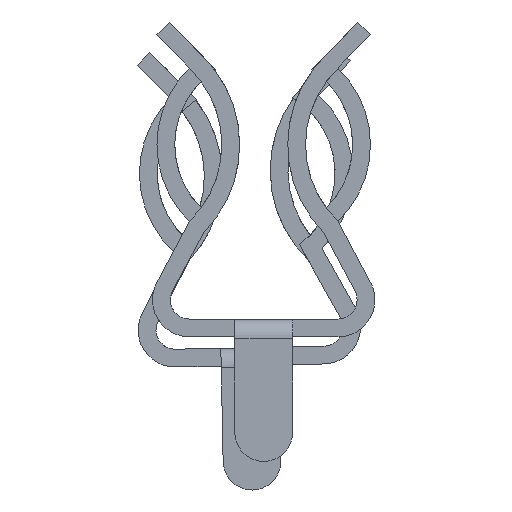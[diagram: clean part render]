
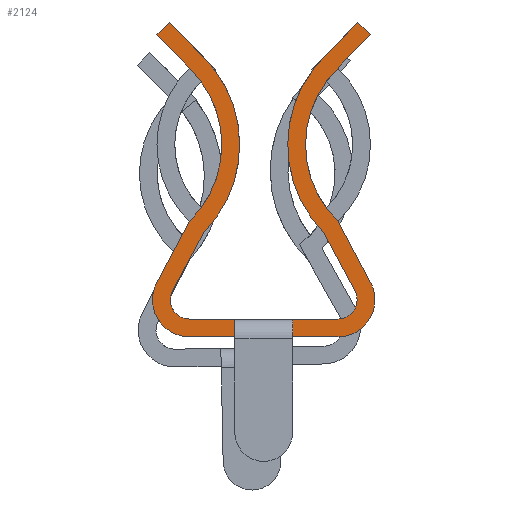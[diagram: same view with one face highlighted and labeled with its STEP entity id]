
A CAD part, left-side view. The second image highlights one B-rep face of the part: STEP entity #2124.
In plain terms, the highlighted planar face has unit normal (-1, 0, 0).
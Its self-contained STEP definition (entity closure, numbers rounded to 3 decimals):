
#62=LINE('',#3133,#288);
#69=LINE('',#3147,#295);
#72=LINE('',#3154,#298);
#83=LINE('',#3188,#309);
#85=LINE('',#3193,#311);
#101=LINE('',#3233,#327);
#103=LINE('',#3237,#329);
#109=LINE('',#3261,#335);
#110=LINE('',#3263,#336);
#111=LINE('',#3264,#337);
#112=LINE('',#3268,#338);
#113=LINE('',#3272,#339);
#114=LINE('',#3274,#340);
#115=LINE('',#3276,#341);
#116=LINE('',#3280,#342);
#117=LINE('',#3282,#343);
#288=VECTOR('',#2481,743.044);
#295=VECTOR('',#2488,743.044);
#298=VECTOR('',#2493,743.044);
#309=VECTOR('',#2522,7.43);
#311=VECTOR('',#2526,7.43);
#327=VECTOR('',#2558,743.044);
#329=VECTOR('',#2562,743.044);
#335=VECTOR('',#2596,743.044);
#336=VECTOR('',#2597,743.044);
#337=VECTOR('',#2598,743.044);
#338=VECTOR('',#2601,7.43);
#339=VECTOR('',#2604,743.044);
#340=VECTOR('',#2605,743.044);
#341=VECTOR('',#2606,743.044);
#342=VECTOR('',#2609,7.43);
#343=VECTOR('',#2612,743.044);
#528=FACE_OUTER_BOUND('',#640,.T.);
#640=EDGE_LOOP('',(#1498,#1499,#1500,#1501,#1502,#1503,#1504,#1505,#1506,
#1507,#1508,#1509,#1510,#1511,#1512,#1513,#1514,#1515,#1516,#1517,#1518,
#1519,#1520,#1521));
#745=CIRCLE('',#2244,0.784);
#747=CIRCLE('',#2249,0.406);
#764=CIRCLE('',#2277,2.641);
#765=CIRCLE('',#2279,2.264);
#766=CIRCLE('',#2281,0.784);
#767=CIRCLE('',#2282,2.264);
#768=CIRCLE('',#2283,2.641);
#769=CIRCLE('',#2284,0.406);
#847=VERTEX_POINT('',#3121);
#849=VERTEX_POINT('',#3124);
#851=VERTEX_POINT('',#3130);
#858=VERTEX_POINT('',#3144);
#859=VERTEX_POINT('',#3146);
#861=VERTEX_POINT('',#3152);
#862=VERTEX_POINT('',#3153);
#868=VERTEX_POINT('',#3166);
#876=VERTEX_POINT('',#3186);
#878=VERTEX_POINT('',#3192);
#893=VERTEX_POINT('',#3230);
#894=VERTEX_POINT('',#3232);
#895=VERTEX_POINT('',#3236);
#898=VERTEX_POINT('',#3254);
#899=VERTEX_POINT('',#3260);
#900=VERTEX_POINT('',#3262);
#901=VERTEX_POINT('',#3265);
#902=VERTEX_POINT('',#3267);
#903=VERTEX_POINT('',#3269);
#904=VERTEX_POINT('',#3271);
#905=VERTEX_POINT('',#3273);
#906=VERTEX_POINT('',#3275);
#907=VERTEX_POINT('',#3277);
#908=VERTEX_POINT('',#3279);
#1062=EDGE_CURVE('',#847,#849,#745,.T.);
#1066=EDGE_CURVE('',#851,#847,#62,.T.);
#1073=EDGE_CURVE('',#858,#859,#69,.T.);
#1076=EDGE_CURVE('',#861,#862,#72,.T.);
#1083=EDGE_CURVE('',#862,#868,#747,.T.);
#1093=EDGE_CURVE('',#868,#876,#83,.T.);
#1095=EDGE_CURVE('',#849,#878,#85,.T.);
#1117=EDGE_CURVE('',#894,#893,#101,.T.);
#1119=EDGE_CURVE('',#895,#894,#103,.T.);
#1130=EDGE_CURVE('',#876,#898,#764,.T.);
#1131=EDGE_CURVE('',#878,#893,#765,.T.);
#1132=EDGE_CURVE('',#899,#851,#109,.T.);
#1133=EDGE_CURVE('',#899,#900,#110,.T.);
#1134=EDGE_CURVE('',#900,#859,#111,.T.);
#1135=EDGE_CURVE('',#858,#901,#766,.T.);
#1136=EDGE_CURVE('',#901,#902,#112,.T.);
#1137=EDGE_CURVE('',#902,#903,#767,.T.);
#1138=EDGE_CURVE('',#904,#903,#113,.T.);
#1139=EDGE_CURVE('',#905,#904,#114,.T.);
#1140=EDGE_CURVE('',#906,#905,#115,.T.);
#1141=EDGE_CURVE('',#907,#906,#768,.T.);
#1142=EDGE_CURVE('',#908,#907,#116,.T.);
#1143=EDGE_CURVE('',#861,#908,#769,.T.);
#1144=EDGE_CURVE('',#898,#895,#117,.T.);
#1498=ORIENTED_EDGE('',*,*,#1132,.F.);
#1499=ORIENTED_EDGE('',*,*,#1133,.T.);
#1500=ORIENTED_EDGE('',*,*,#1134,.T.);
#1501=ORIENTED_EDGE('',*,*,#1073,.F.);
#1502=ORIENTED_EDGE('',*,*,#1135,.T.);
#1503=ORIENTED_EDGE('',*,*,#1136,.T.);
#1504=ORIENTED_EDGE('',*,*,#1137,.T.);
#1505=ORIENTED_EDGE('',*,*,#1138,.F.);
#1506=ORIENTED_EDGE('',*,*,#1139,.F.);
#1507=ORIENTED_EDGE('',*,*,#1140,.F.);
#1508=ORIENTED_EDGE('',*,*,#1141,.F.);
#1509=ORIENTED_EDGE('',*,*,#1142,.F.);
#1510=ORIENTED_EDGE('',*,*,#1143,.F.);
#1511=ORIENTED_EDGE('',*,*,#1076,.T.);
#1512=ORIENTED_EDGE('',*,*,#1083,.T.);
#1513=ORIENTED_EDGE('',*,*,#1093,.T.);
#1514=ORIENTED_EDGE('',*,*,#1130,.T.);
#1515=ORIENTED_EDGE('',*,*,#1144,.T.);
#1516=ORIENTED_EDGE('',*,*,#1119,.T.);
#1517=ORIENTED_EDGE('',*,*,#1117,.T.);
#1518=ORIENTED_EDGE('',*,*,#1131,.F.);
#1519=ORIENTED_EDGE('',*,*,#1095,.F.);
#1520=ORIENTED_EDGE('',*,*,#1062,.F.);
#1521=ORIENTED_EDGE('',*,*,#1066,.F.);
#2042=PLANE('',#2280);
#2124=ADVANCED_FACE('',(#528),#2042,.T.);
#2244=AXIS2_PLACEMENT_3D('',#3125,#2473,#2474);
#2249=AXIS2_PLACEMENT_3D('',#3168,#2502,#2503);
#2277=AXIS2_PLACEMENT_3D('',#3256,#2588,#2589);
#2279=AXIS2_PLACEMENT_3D('',#3258,#2592,#2593);
#2280=AXIS2_PLACEMENT_3D('',#3259,#2594,#2595);
#2281=AXIS2_PLACEMENT_3D('',#3266,#2599,#2600);
#2282=AXIS2_PLACEMENT_3D('',#3270,#2602,#2603);
#2283=AXIS2_PLACEMENT_3D('',#3278,#2607,#2608);
#2284=AXIS2_PLACEMENT_3D('',#3281,#2610,#2611);
#2473=DIRECTION('center_axis',(1.,0.,0.));
#2474=DIRECTION('ref_axis',(0.,0.,
-1.));
#2481=DIRECTION('',(0.,1.,0.));
#2488=DIRECTION('',(0.,1.,0.));
#2493=DIRECTION('',(0.,1.,0.));
#2502=DIRECTION('center_axis',(1.,0.,0.));
#2503=DIRECTION('ref_axis',(0.,0.,
1.));
#2522=DIRECTION('',(0.,-0.47,0.883));
#2526=DIRECTION('',(0.,-0.47,0.883));
#2558=DIRECTION('',(0.,-0.694,-0.72));
#2562=DIRECTION('',(0.,0.72,-0.694));
#2588=DIRECTION('center_axis',(-1.,0.,0.));
#2589=DIRECTION('ref_axis',(0.,0.,
1.));
#2592=DIRECTION('center_axis',(-1.,0.,0.));
#2593=DIRECTION('ref_axis',(0.,0.,
1.));
#2594=DIRECTION('center_axis',(-1.,0.,0.));
#2595=DIRECTION('ref_axis',(0.,0.,
1.));
#2596=DIRECTION('',(0.,0.,-1.));
#2597=DIRECTION('',(0.,-1.,0.));
#2598=DIRECTION('',(0.,0.,-1.));
#2599=DIRECTION('center_axis',(-1.,0.,0.));
#2600=DIRECTION('ref_axis',(0.,0.,
-1.));
#2601=DIRECTION('',(0.,0.47,0.883));
#2602=DIRECTION('center_axis',(1.,0.,0.));
#2603=DIRECTION('ref_axis',(0.,0.,
1.));
#2604=DIRECTION('',(0.,0.694,-0.72));
#2605=DIRECTION('',(0.,-0.72,-0.694));
#2606=DIRECTION('',(0.,-0.694,0.72));
#2607=DIRECTION('center_axis',(1.,0.,0.));
#2608=DIRECTION('ref_axis',(0.,0.,
1.));
#2609=DIRECTION('',(0.,0.47,0.883));
#2610=DIRECTION('center_axis',(-1.,0.,0.));
#2611=DIRECTION('ref_axis',(0.,0.,
1.));
#2612=DIRECTION('',(0.,0.694,0.72));
#3121=CARTESIAN_POINT('',(-9.403,1.598,0.399));
#3124=CARTESIAN_POINT('',(-9.403,2.289,1.553));
#3125=CARTESIAN_POINT('Origin',(-9.403,1.598,1.183));
#3130=CARTESIAN_POINT('',(-9.403,0.636,0.399));
#3133=CARTESIAN_POINT('',(-9.403,0.023,0.399));
#3144=CARTESIAN_POINT('',(-9.403,-1.553,0.399));
#3146=CARTESIAN_POINT('',(-9.403,-0.591,0.399));
#3147=CARTESIAN_POINT('',(-9.403,0.023,0.399));
#3152=CARTESIAN_POINT('',(-9.403,-1.553,0.776));
#3153=CARTESIAN_POINT('',(-9.403,1.598,0.776));
#3154=CARTESIAN_POINT('',(-9.403,0.023,0.776));
#3166=CARTESIAN_POINT('',(-9.403,1.956,1.375));
#3168=CARTESIAN_POINT('Origin',(-9.403,1.598,1.183));
#3186=CARTESIAN_POINT('',(-9.403,1.293,2.62));
#3188=CARTESIAN_POINT('',(-9.403,1.448,2.328));
#3192=CARTESIAN_POINT('',(-9.403,1.599,2.847));
#3193=CARTESIAN_POINT('',(-9.403,1.781,2.506));
#3230=CARTESIAN_POINT('',(-9.403,1.599,6.1));
#3232=CARTESIAN_POINT('',(-9.403,2.289,6.816));
#3233=CARTESIAN_POINT('',(-9.403,1.599,6.1));
#3236=CARTESIAN_POINT('',(-9.403,2.017,7.078));
#3237=CARTESIAN_POINT('',(-9.403,2.289,6.816));
#3254=CARTESIAN_POINT('',(-9.403,1.337,6.371));
#3256=CARTESIAN_POINT('Origin',(-9.403,3.174,4.474));
#3258=CARTESIAN_POINT('Origin',(-9.403,3.174,4.474));
#3259=CARTESIAN_POINT('Origin',(-9.403,3.174,4.474));
#3260=CARTESIAN_POINT('',(-9.403,0.636,0.775));
#3261=CARTESIAN_POINT('',(-9.403,0.636,4.474));
#3262=CARTESIAN_POINT('',(-9.403,-0.591,0.775));
#3263=CARTESIAN_POINT('',(-9.403,0.636,0.775));
#3264=CARTESIAN_POINT('',(-9.403,-0.591,4.474));
#3265=CARTESIAN_POINT('',(-9.403,-2.243,1.553));
#3266=CARTESIAN_POINT('Origin',(-9.403,-1.553,1.183));
#3267=CARTESIAN_POINT('',(-9.403,-1.553,2.847));
#3268=CARTESIAN_POINT('',(-9.403,-1.039,3.814));
#3269=CARTESIAN_POINT('',(-9.403,-1.553,6.1));
#3270=CARTESIAN_POINT('Origin',(-9.403,-3.128,4.474));
#3271=CARTESIAN_POINT('',(-9.403,-2.243,6.816));
#3272=CARTESIAN_POINT('',(-9.403,-1.553,6.1));
#3273=CARTESIAN_POINT('',(-9.403,-1.972,7.078));
#3274=CARTESIAN_POINT('',(-9.403,-2.243,6.816));
#3275=CARTESIAN_POINT('',(-9.403,-1.291,6.371));
#3276=CARTESIAN_POINT('',(-9.403,-1.972,7.078));
#3277=CARTESIAN_POINT('',(-9.403,-1.247,2.62));
#3278=CARTESIAN_POINT('Origin',(-9.403,-3.128,4.474));
#3279=CARTESIAN_POINT('',(-9.403,-1.91,1.375));
#3280=CARTESIAN_POINT('',(-9.403,-0.706,3.636));
#3281=CARTESIAN_POINT('Origin',(-9.403,-1.553,1.183));
#3282=CARTESIAN_POINT('',(-9.403,2.017,7.078));
